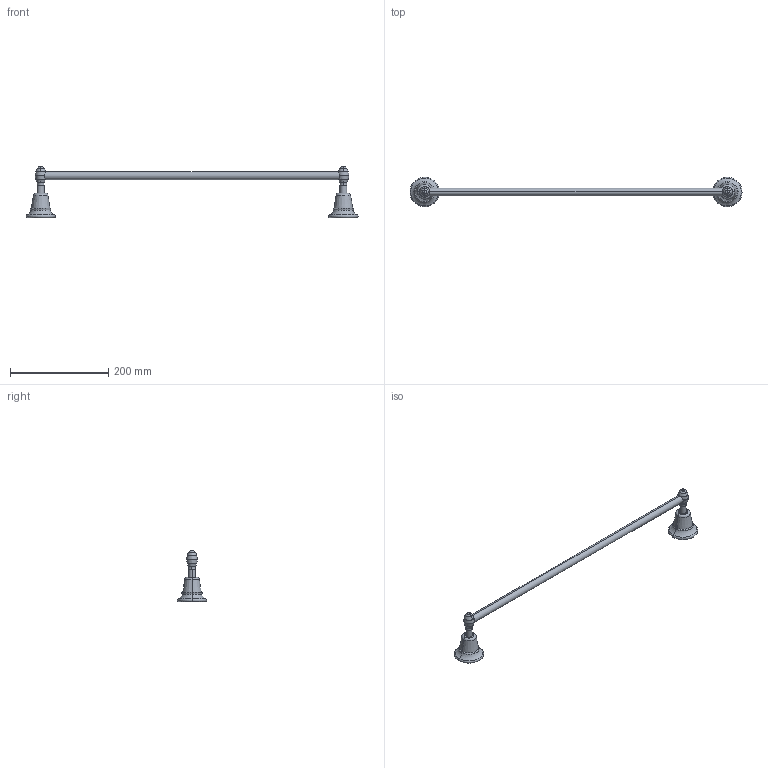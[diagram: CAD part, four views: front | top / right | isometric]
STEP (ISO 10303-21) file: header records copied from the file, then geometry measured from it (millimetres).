
FILE_DESCRIPTION((''),'2;1');
FILE_NAME('31-02_WEB','2010-11-23T',('project'),(''),'PRO/ENGINEER BY PARAMETRIC TECHNOLOGY CORPORATION, 2009300','PRO/ENGINEER BY PARAMETRIC TECHNOLOGY CORPORATION, 2009300','');
FILE_SCHEMA(('CONFIG_CONTROL_DESIGN'));
Length unit declared in the file: inch
Products named in the file (1): 31-02_WEB
Bounding box: 675.63 x 59.68 x 105.49 mm (x, y, z)
Surface area: 56378.5 mm2 (no closed solid volume)
Topology: 0 solids, 17 shells, 118 faces, 338 edges, 228 vertices
Faces by surface type: cylinder 50, bspline 26, torus 20, cone 12, plane 6, sphere 4
Entity records: 7648 total; most frequent: CARTESIAN_POINT 4918, ORIENTED_EDGE 550, DIRECTION 488, EDGE_CURVE 334, VERTEX_POINT 228, AXIS2_PLACEMENT_3D 206, B_SPLINE_CURVE_WITH_KNOTS 144, EDGE_LOOP 118
